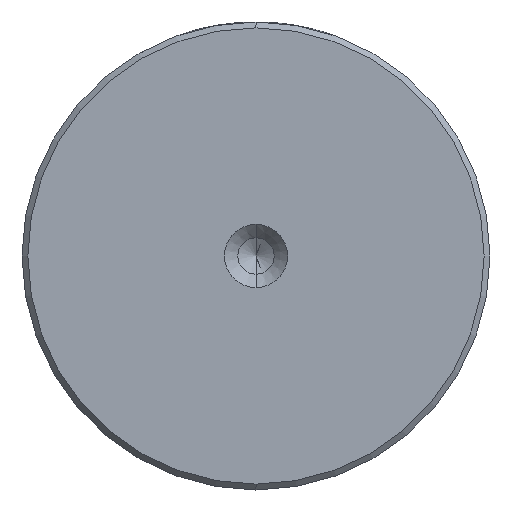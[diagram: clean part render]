
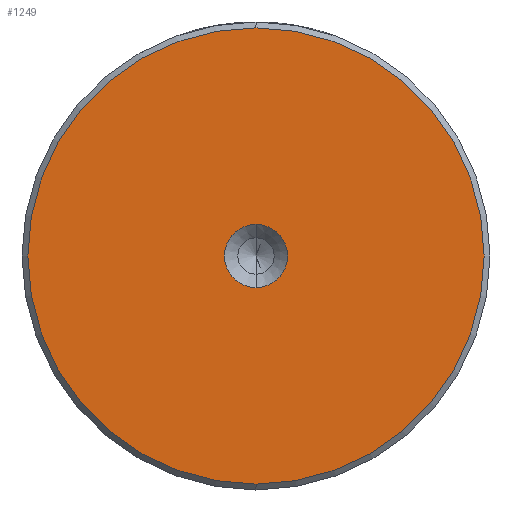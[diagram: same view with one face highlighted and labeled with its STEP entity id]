
A CAD part, left-side view. The second image highlights one B-rep face of the part: STEP entity #1249.
In plain terms, the highlighted planar face has unit normal (-1, 0, 0).
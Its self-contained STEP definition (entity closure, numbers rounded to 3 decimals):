
#34 = EDGE_CURVE ( 'NONE', #735, #291, #336, .T. ) ;
#127 = DIRECTION ( 'NONE',  ( -1., 0., 0. ) ) ;
#152 = EDGE_LOOP ( 'NONE', ( #1134, #1678 ) ) ;
#210 = AXIS2_PLACEMENT_3D ( 'NONE', #1653, #350, #2145 ) ;
#218 = DIRECTION ( 'NONE',  ( -1., 0., 0. ) ) ;
#291 = VERTEX_POINT ( 'NONE', #1788 ) ;
#336 = CIRCLE ( 'NONE', #210, 19.5 ) ;
#350 = DIRECTION ( 'NONE',  ( -1., 0., 0. ) ) ;
#381 = CARTESIAN_POINT ( 'NONE',  ( 0., 0., 19.5 ) ) ;
#401 = DIRECTION ( 'NONE',  ( -1., 0., 0. ) ) ;
#404 = AXIS2_PLACEMENT_3D ( 'NONE', #926, #2242, #1105 ) ;
#506 = FACE_OUTER_BOUND ( 'NONE', #152, .T. ) ;
#677 = FACE_BOUND ( 'NONE', #2225, .T. ) ;
#708 = CIRCLE ( 'NONE', #1660, 2.7 ) ;
#717 = AXIS2_PLACEMENT_3D ( 'NONE', #1334, #218, #1528 ) ;
#735 = VERTEX_POINT ( 'NONE', #381 ) ;
#756 = CARTESIAN_POINT ( 'NONE',  ( 0., 0., -2.7 ) ) ;
#869 = CIRCLE ( 'NONE', #404, 19.5 ) ;
#926 = CARTESIAN_POINT ( 'NONE',  ( 0., 0., 0. ) ) ;
#985 = EDGE_CURVE ( 'NONE', #1435, #1371, #1978, .T. ) ;
#1105 = DIRECTION ( 'NONE',  ( 0., 0., 1. ) ) ;
#1134 = ORIENTED_EDGE ( 'NONE', *, *, #1842, .T. ) ;
#1235 = CARTESIAN_POINT ( 'NONE',  ( 0., 0., 0. ) ) ;
#1249 = ADVANCED_FACE ( 'NONE', ( #506, #677 ), #2361, .T. ) ;
#1334 = CARTESIAN_POINT ( 'NONE',  ( 0., 0., 0. ) ) ;
#1371 = VERTEX_POINT ( 'NONE', #2054 ) ;
#1431 = DIRECTION ( 'NONE',  ( 0., 0., 1. ) ) ;
#1435 = VERTEX_POINT ( 'NONE', #756 ) ;
#1515 = CARTESIAN_POINT ( 'NONE',  ( 0., 0., 0. ) ) ;
#1528 = DIRECTION ( 'NONE',  ( 0., 0., 1. ) ) ;
#1565 = ORIENTED_EDGE ( 'NONE', *, *, #985, .F. ) ;
#1653 = CARTESIAN_POINT ( 'NONE',  ( 0., 0., 0. ) ) ;
#1660 = AXIS2_PLACEMENT_3D ( 'NONE', #1515, #401, #1707 ) ;
#1672 = AXIS2_PLACEMENT_3D ( 'NONE', #1235, #127, #1431 ) ;
#1678 = ORIENTED_EDGE ( 'NONE', *, *, #34, .T. ) ;
#1707 = DIRECTION ( 'NONE',  ( 0., 0., 1. ) ) ;
#1788 = CARTESIAN_POINT ( 'NONE',  ( 0., 0., -19.5 ) ) ;
#1842 = EDGE_CURVE ( 'NONE', #291, #735, #869, .T. ) ;
#1978 = CIRCLE ( 'NONE', #717, 2.7 ) ;
#2054 = CARTESIAN_POINT ( 'NONE',  ( 0., 0., 2.7 ) ) ;
#2097 = ORIENTED_EDGE ( 'NONE', *, *, #2140, .F. ) ;
#2140 = EDGE_CURVE ( 'NONE', #1371, #1435, #708, .T. ) ;
#2145 = DIRECTION ( 'NONE',  ( 0., 0., 1. ) ) ;
#2225 = EDGE_LOOP ( 'NONE', ( #2097, #1565 ) ) ;
#2242 = DIRECTION ( 'NONE',  ( -1., 0., 0. ) ) ;
#2361 = PLANE ( 'NONE',  #1672 ) ;
